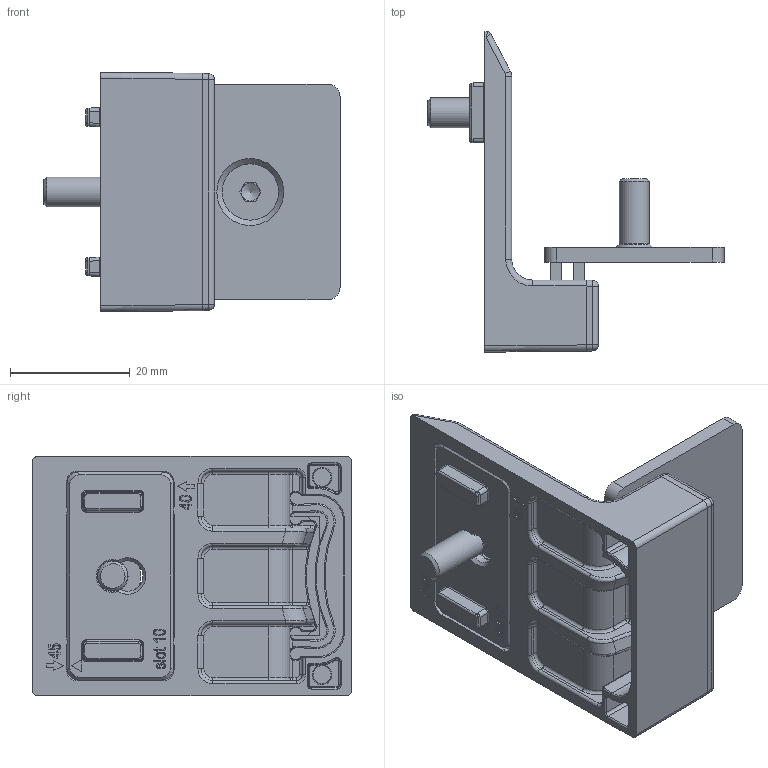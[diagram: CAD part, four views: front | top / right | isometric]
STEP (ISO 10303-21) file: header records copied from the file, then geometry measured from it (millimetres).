
FILE_DESCRIPTION(/* description */ (''),/* implementation_level */ '2;1');
FILE_NAME(/* name */ 'DMC19-40M.stp',/* time_stamp */ '2022-07-11T15:26:58+02:00',/* author */ (''),/* organization */ (''),/* preprocessor_version */ 'ST-DEVELOPER v18.1',/* originating_system */ 'Autodesk Inventor 2021',/* authorisation */ '');
FILE_SCHEMA (('AUTOMOTIVE_DESIGN { 1 0 10303 214 3 1 1 }'));
Length unit declared in the file: millimetre
Products named in the file (1): DMC19-40M
Bounding box: 49.5 x 53.5 x 40 mm (x, y, z)
Volume: 14878.4 mm3; surface area: 15314.9 mm2
Topology: 9 solids, 9 shells, 908 faces, 2239 edges, 1363 vertices
Faces by surface type: plane 326, cylinder 251, bspline 211, torus 85, cone 25, sphere 10
Full cylindrical faces by diameter (mm): 3.3 x2, 5 x2, 9.43 x2
Entity records: 37694 total; most frequent: CARTESIAN_POINT 16329, ORIENTED_EDGE 4434, DIRECTION 3943, EDGE_CURVE 2217, AXIS2_PLACEMENT_3D 1406, VERTEX_POINT 1363, LINE 1131, VECTOR 1131
